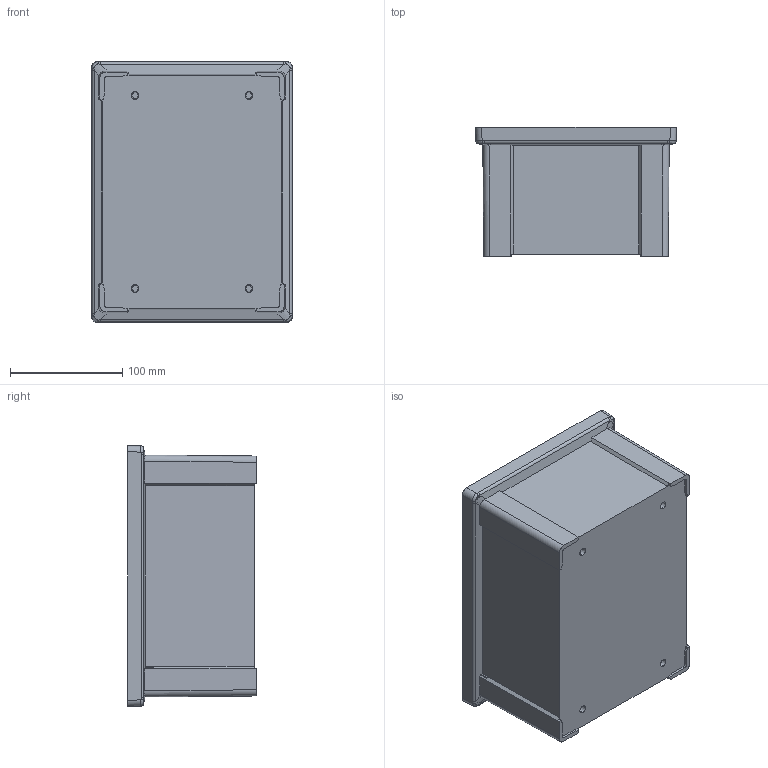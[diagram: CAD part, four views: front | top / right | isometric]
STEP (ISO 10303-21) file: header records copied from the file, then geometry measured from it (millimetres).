
FILE_DESCRIPTION (( 'STEP AP214' ), '1' );
FILE_NAME ('8x6_screw_base.STEP', '2016-05-12T05:22:01', ( '' ), ( '' ), 'SwSTEP 2.0', 'SolidWorks 2015', '' );
FILE_SCHEMA (( 'AUTOMOTIVE_DESIGN' ));
Length unit declared in the file: millimetre
Products named in the file (1): 8x6_screw_base
Bounding box: 179.29 x 115 x 232.79 mm (x, y, z)
Volume: 192.6 mm3; surface area: 261086.1 mm2
Topology: 9 solids, 10 shells, 466 faces, 1253 edges, 822 vertices
Faces by surface type: plane 294, cone 100, cylinder 56, bspline 16
Entity records: 15769 total; most frequent: CARTESIAN_POINT 4351, ORIENTED_EDGE 2498, DIRECTION 2187, EDGE_CURVE 1249, VERTEX_POINT 822, LINE 797, VECTOR 797, AXIS2_PLACEMENT_3D 695
